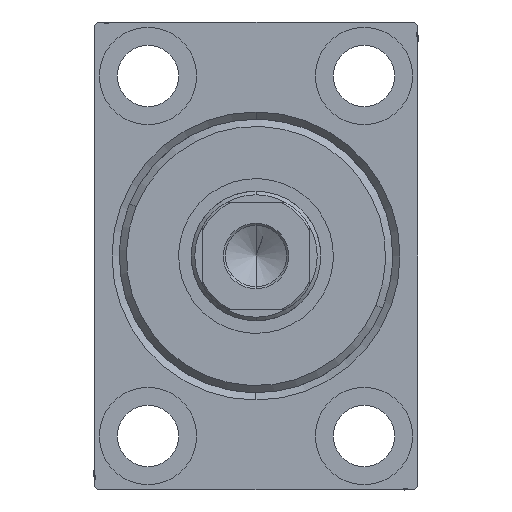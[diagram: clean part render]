
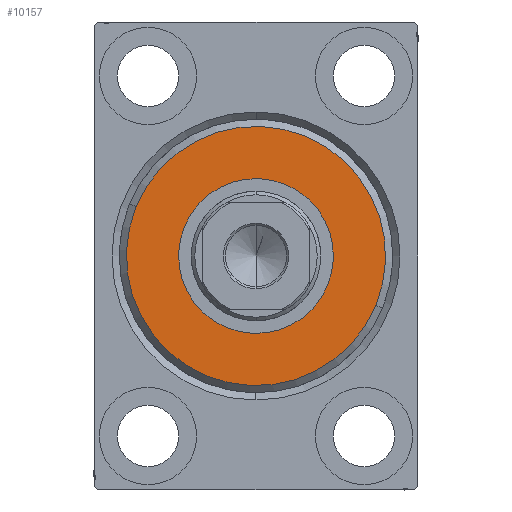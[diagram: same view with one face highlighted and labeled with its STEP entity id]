
A CAD part, left-side view. The second image highlights one B-rep face of the part: STEP entity #10157.
In plain terms, the highlighted face is planar.
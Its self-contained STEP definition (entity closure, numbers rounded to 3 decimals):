
#454 = ORIENTED_EDGE ( 'NONE', *, *, #16829, .T. ) ;
#1973 = CIRCLE ( 'NONE', #23898, 10.75 ) ;
#2279 = CARTESIAN_POINT ( 'NONE',  ( 3., 0., -18. ) ) ;
#2802 = CARTESIAN_POINT ( 'NONE',  ( 3., 0., 0. ) ) ;
#3002 = DIRECTION ( 'NONE',  ( -1., 0., 0. ) ) ;
#5662 = CARTESIAN_POINT ( 'NONE',  ( 3., 0., 0. ) ) ;
#5896 = AXIS2_PLACEMENT_3D ( 'NONE', #11011, #24532, #7039 ) ;
#6554 = VERTEX_POINT ( 'NONE', #8573 ) ;
#7039 = DIRECTION ( 'NONE',  ( 0., 0., -1. ) ) ;
#8573 = CARTESIAN_POINT ( 'NONE',  ( 3., 0., -10.75 ) ) ;
#9504 = CIRCLE ( 'NONE', #32141, 18. ) ;
#10157 = ADVANCED_FACE ( 'NONE', ( #10577, #20976 ), #41369, .T. ) ;
#10577 = FACE_OUTER_BOUND ( 'NONE', #37780, .T. ) ;
#11011 = CARTESIAN_POINT ( 'NONE',  ( 3., 0., 0. ) ) ;
#12091 = DIRECTION ( 'NONE',  ( -1., 0., 0. ) ) ;
#13601 = AXIS2_PLACEMENT_3D ( 'NONE', #2802, #40228, #29381 ) ;
#13718 = ORIENTED_EDGE ( 'NONE', *, *, #39843, .T. ) ;
#13891 = ORIENTED_EDGE ( 'NONE', *, *, #31652, .T. ) ;
#14106 = VERTEX_POINT ( 'NONE', #2279 ) ;
#14751 = DIRECTION ( 'NONE',  ( 0., 0., -1. ) ) ;
#16502 = DIRECTION ( 'NONE',  ( 0., 0., -1. ) ) ;
#16829 = EDGE_CURVE ( 'NONE', #22196, #14106, #9504, .T. ) ;
#18147 = DIRECTION ( 'NONE',  ( 0., 0., -1. ) ) ;
#20976 = FACE_BOUND ( 'NONE', #36696, .T. ) ;
#22196 = VERTEX_POINT ( 'NONE', #30606 ) ;
#23898 = AXIS2_PLACEMENT_3D ( 'NONE', #33352, #3002, #16502 ) ;
#24204 = CIRCLE ( 'NONE', #13601, 18. ) ;
#24532 = DIRECTION ( 'NONE',  ( 1., 0., 0. ) ) ;
#25994 = VERTEX_POINT ( 'NONE', #37901 ) ;
#26568 = EDGE_CURVE ( 'NONE', #25994, #6554, #1973, .T. ) ;
#26835 = AXIS2_PLACEMENT_3D ( 'NONE', #5662, #12091, #18147 ) ;
#29381 = DIRECTION ( 'NONE',  ( 0., 0., -1. ) ) ;
#30606 = CARTESIAN_POINT ( 'NONE',  ( 3., 0., 18. ) ) ;
#31652 = EDGE_CURVE ( 'NONE', #6554, #25994, #43819, .T. ) ;
#32141 = AXIS2_PLACEMENT_3D ( 'NONE', #35364, #38898, #14751 ) ;
#33352 = CARTESIAN_POINT ( 'NONE',  ( 3., 0., 0. ) ) ;
#35364 = CARTESIAN_POINT ( 'NONE',  ( 3., 0., 0. ) ) ;
#36696 = EDGE_LOOP ( 'NONE', ( #43301, #13891 ) ) ;
#37780 = EDGE_LOOP ( 'NONE', ( #454, #13718 ) ) ;
#37901 = CARTESIAN_POINT ( 'NONE',  ( 3., 0., 10.75 ) ) ;
#38898 = DIRECTION ( 'NONE',  ( 1., 0., 0. ) ) ;
#39843 = EDGE_CURVE ( 'NONE', #14106, #22196, #24204, .T. ) ;
#40228 = DIRECTION ( 'NONE',  ( 1., 0., 0. ) ) ;
#41369 = PLANE ( 'NONE',  #5896 ) ;
#43301 = ORIENTED_EDGE ( 'NONE', *, *, #26568, .T. ) ;
#43819 = CIRCLE ( 'NONE', #26835, 10.75 ) ;
